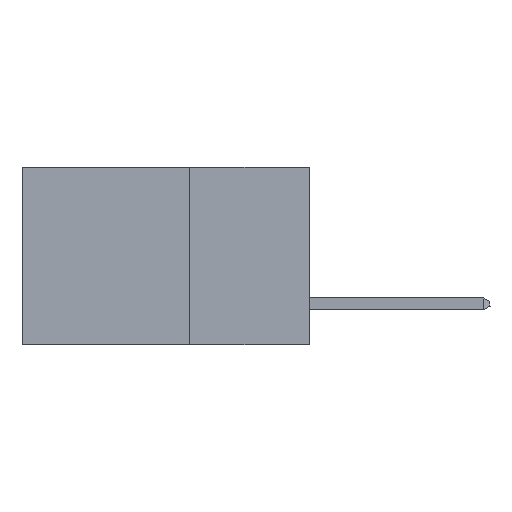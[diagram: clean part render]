
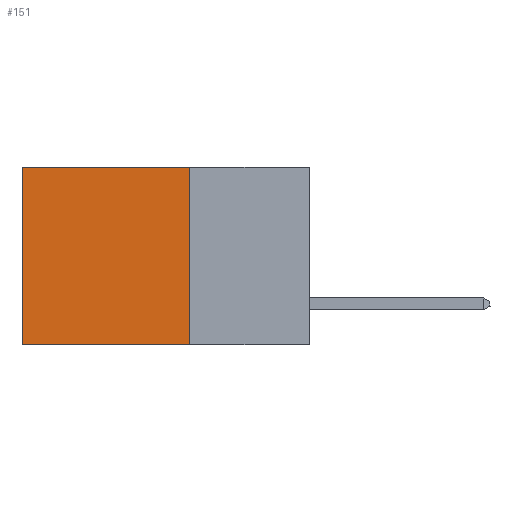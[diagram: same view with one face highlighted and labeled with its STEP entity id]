
A CAD part, left-side view. The second image highlights one B-rep face of the part: STEP entity #151.
In plain terms, the highlighted planar face has unit normal (-1, 0, 0).
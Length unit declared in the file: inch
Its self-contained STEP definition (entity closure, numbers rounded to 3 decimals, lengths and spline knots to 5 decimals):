
#151 = ADVANCED_FACE ( 'NONE', ( #5255 ), #1181, .F. ) ;
#198 = EDGE_CURVE ( 'NONE', #506, #22832, #26737, .T. ) ;
#506 = VERTEX_POINT ( 'NONE', #12744 ) ;
#729 = DIRECTION ( 'NONE',  ( 0., 0., -1. ) ) ;
#741 = CARTESIAN_POINT ( 'NONE',  ( 0.2875, 0.25, -0.37 ) ) ;
#802 = DIRECTION ( 'NONE',  ( 1., 0., 0. ) ) ;
#1181 = PLANE ( 'NONE',  #13734 ) ;
#1432 = CARTESIAN_POINT ( 'NONE',  ( 0.2875, 0.25, 0. ) ) ;
#5255 = FACE_OUTER_BOUND ( 'NONE', #12253, .T. ) ;
#5562 = DIRECTION ( 'NONE',  ( 0., 1., 0. ) ) ;
#7244 = VECTOR ( 'NONE', #5562, 39.37008 ) ;
#9001 = VERTEX_POINT ( 'NONE', #741 ) ;
#9138 = CARTESIAN_POINT ( 'NONE',  ( 0.2875, 0.6, -0.37 ) ) ;
#9494 = LINE ( 'NONE', #19163, #25893 ) ;
#10723 = ORIENTED_EDGE ( 'NONE', *, *, #25460, .T. ) ;
#10929 = ORIENTED_EDGE ( 'NONE', *, *, #22707, .F. ) ;
#12253 = EDGE_LOOP ( 'NONE', ( #10723, #20647, #10929, #26149 ) ) ;
#12567 = CARTESIAN_POINT ( 'NONE',  ( 0.2875, 0.25, 0. ) ) ;
#12744 = CARTESIAN_POINT ( 'NONE',  ( 0.2875, 0.25, 0. ) ) ;
#13734 = AXIS2_PLACEMENT_3D ( 'NONE', #1432, #802, #729 ) ;
#14245 = CARTESIAN_POINT ( 'NONE',  ( 0.2875, 0.25, -0.37 ) ) ;
#16489 = VECTOR ( 'NONE', #25327, 39.37008 ) ;
#17359 = CARTESIAN_POINT ( 'NONE',  ( 0.2875, 0.6, 0. ) ) ;
#18780 = LINE ( 'NONE', #14245, #7244 ) ;
#19163 = CARTESIAN_POINT ( 'NONE',  ( 0.2875, 0.6, 0. ) ) ;
#19341 = EDGE_CURVE ( 'NONE', #9001, #20315, #18780, .T. ) ;
#20315 = VERTEX_POINT ( 'NONE', #9138 ) ;
#20482 = VECTOR ( 'NONE', #24692, 39.37008 ) ;
#20647 = ORIENTED_EDGE ( 'NONE', *, *, #19341, .F. ) ;
#21275 = DIRECTION ( 'NONE',  ( 0., 0., -1. ) ) ;
#22114 = LINE ( 'NONE', #12567, #16489 ) ;
#22707 = EDGE_CURVE ( 'NONE', #506, #9001, #22114, .T. ) ;
#22832 = VERTEX_POINT ( 'NONE', #17359 ) ;
#23119 = CARTESIAN_POINT ( 'NONE',  ( 0.2875, 0.25, 0. ) ) ;
#24692 = DIRECTION ( 'NONE',  ( 0., 1., 0. ) ) ;
#25327 = DIRECTION ( 'NONE',  ( 0., 0., -1. ) ) ;
#25460 = EDGE_CURVE ( 'NONE', #22832, #20315, #9494, .T. ) ;
#25893 = VECTOR ( 'NONE', #21275, 39.37008 ) ;
#26149 = ORIENTED_EDGE ( 'NONE', *, *, #198, .T. ) ;
#26737 = LINE ( 'NONE', #23119, #20482 ) ;
